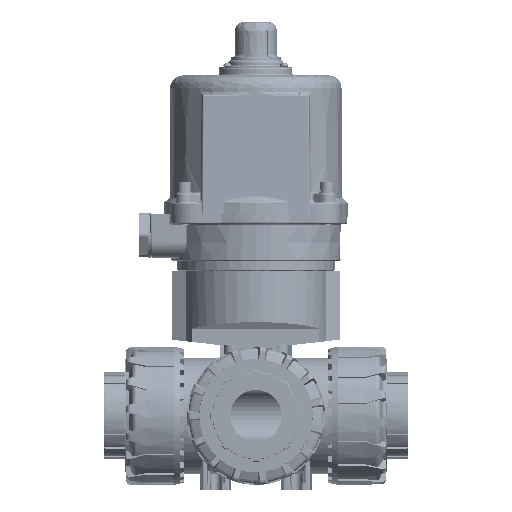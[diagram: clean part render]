
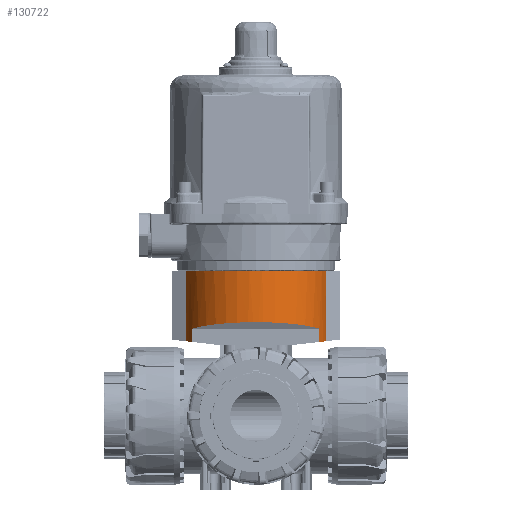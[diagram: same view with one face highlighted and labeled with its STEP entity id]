
A CAD part, left-side view. The second image highlights one B-rep face of the part: STEP entity #130722.
In plain terms, the highlighted cylindrical face has radius 45 mm (diameter 90 mm), a partial arc.
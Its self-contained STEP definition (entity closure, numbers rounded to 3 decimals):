
#1666 = VERTEX_POINT ( 'NONE', #125268 ) ;
#1742 = CARTESIAN_POINT ( 'NONE',  ( -43.506, 37.971, 11.5 ) ) ;
#1882 = VERTEX_POINT ( 'NONE', #3169 ) ;
#2097 = CARTESIAN_POINT ( 'NONE',  ( -39.395, 30.2, 21.75 ) ) ;
#3169 = CARTESIAN_POINT ( 'NONE',  ( -39.395, 38.441, 21.75 ) ) ;
#3369 = AXIS2_PLACEMENT_3D ( 'NONE', #14893, #141373, #33048 ) ;
#10112 = CARTESIAN_POINT ( 'NONE',  ( 32.146, 27.917, 34.879 ) ) ;
#11935 = EDGE_LOOP ( 'NONE', ( #21143, #31871, #50987, #198081, #174557, #128404, #98241, #59073, #201522, #41982 ) ) ;
#12684 = EDGE_CURVE ( 'NONE', #1882, #30457, #125298, .T. ) ;
#12868 = VECTOR ( 'NONE', #179721, 1000. ) ;
#13574 = DIRECTION ( 'NONE',  ( 0., -1., 0. ) ) ;
#14893 = CARTESIAN_POINT ( 'NONE',  ( 0., -5.8, 0. ) ) ;
#17468 =( BOUNDED_CURVE ( )  B_SPLINE_CURVE ( 3, ( #28278, #10112, #118333, #154711 ),
 .UNSPECIFIED., .F., .F. ) 
 B_SPLINE_CURVE_WITH_KNOTS ( ( 4, 4 ),
 ( 5.217, 6.178 ),
 .UNSPECIFIED. ) 
 CURVE ( )  GEOMETRIC_REPRESENTATION_ITEM ( )  RATIONAL_B_SPLINE_CURVE ( ( 1., 0.925, 0.925, 1. ) ) 
 REPRESENTATION_ITEM ( '' )  );
#17777 = CIRCLE ( 'NONE', #44886, 45. ) ;
#18511 = LINE ( 'NONE', #53148, #12868 ) ;
#19915 = VECTOR ( 'NONE', #231122, 1000. ) ;
#21143 = ORIENTED_EDGE ( 'NONE', *, *, #41421, .F. ) ;
#23322 = EDGE_CURVE ( 'NONE', #30457, #38816, #164770, .T. ) ;
#25152 = CARTESIAN_POINT ( 'NONE',  ( -19.65, 26.475, 43.171 ) ) ;
#26031 = EDGE_CURVE ( 'NONE', #1666, #191343, #83137, .T. ) ;
#26561 = CARTESIAN_POINT ( 'NONE',  ( 39.395, 38.441, 21.75 ) ) ;
#28278 = CARTESIAN_POINT ( 'NONE',  ( 39.395, 30.2, 21.75 ) ) ;
#28668 = EDGE_CURVE ( 'NONE', #69542, #76578, #17468, .T. ) ;
#30457 = VERTEX_POINT ( 'NONE', #227085 ) ;
#31871 = ORIENTED_EDGE ( 'NONE', *, *, #26031, .T. ) ;
#33048 = DIRECTION ( 'NONE',  ( 0., 0., -1. ) ) ;
#33688 = CARTESIAN_POINT ( 'NONE',  ( 43.506, 37.971, 11.5 ) ) ;
#37320 = CARTESIAN_POINT ( 'NONE',  ( -39.395, 38.441, 21.75 ) ) ;
#38816 = VERTEX_POINT ( 'NONE', #210389 ) ;
#41247 =( BOUNDED_CURVE ( )  B_SPLINE_CURVE ( 3, ( #189245, #207398, #99210, #225643 ),
 .UNSPECIFIED., .F., .T. ) 
 B_SPLINE_CURVE_WITH_KNOTS ( ( 4, 4 ),
 ( 5.779, 6.025 ),
 .UNSPECIFIED. ) 
 CURVE ( )  GEOMETRIC_REPRESENTATION_ITEM ( )  RATIONAL_B_SPLINE_CURVE ( ( 1., 0.995, 0.995, 1. ) ) 
 REPRESENTATION_ITEM ( '' )  );
#41421 = EDGE_CURVE ( 'NONE', #1666, #76578, #17777, .T. ) ;
#41982 = ORIENTED_EDGE ( 'NONE', *, *, #28668, .T. ) ;
#44886 = AXIS2_PLACEMENT_3D ( 'NONE', #56638, #183208, #74904 ) ;
#50987 = ORIENTED_EDGE ( 'NONE', *, *, #148633, .T. ) ;
#53148 = CARTESIAN_POINT ( 'NONE',  ( 39.395, 26.2, 21.75 ) ) ;
#53714 = AXIS2_PLACEMENT_3D ( 'NONE', #102860, #13574, #211010 ) ;
#55254 = CARTESIAN_POINT ( 'NONE',  ( -41.183, 38.236, 18.511 ) ) ;
#56638 = CARTESIAN_POINT ( 'NONE',  ( 0., 26.2, 0. ) ) ;
#59073 = ORIENTED_EDGE ( 'NONE', *, *, #105575, .F. ) ;
#61287 = CARTESIAN_POINT ( 'NONE',  ( -39.395, 30.2, 21.75 ) ) ;
#69408 = CIRCLE ( 'NONE', #3369, 45. ) ;
#69542 = VERTEX_POINT ( 'NONE', #191614 ) ;
#74904 = DIRECTION ( 'NONE',  ( 0., 0., 1. ) ) ;
#76578 = VERTEX_POINT ( 'NONE', #151120 ) ;
#78797 = CARTESIAN_POINT ( 'NONE',  ( -4.737, 26.2, 44.75 ) ) ;
#81737 = CARTESIAN_POINT ( 'NONE',  ( -43.506, 40.2, 11.5 ) ) ;
#83137 =( BOUNDED_CURVE ( )  B_SPLINE_CURVE ( 3, ( #78797, #25152, #169755, #61287 ),
 .UNSPECIFIED., .F., .F. ) 
 B_SPLINE_CURVE_WITH_KNOTS ( ( 4, 4 ),
 ( 0.105, 1.066 ),
 .UNSPECIFIED. ) 
 CURVE ( )  GEOMETRIC_REPRESENTATION_ITEM ( )  RATIONAL_B_SPLINE_CURVE ( ( 1., 0.925, 0.925, 1. ) ) 
 REPRESENTATION_ITEM ( '' )  );
#83638 = VERTEX_POINT ( 'NONE', #200201 ) ;
#85920 = VERTEX_POINT ( 'NONE', #26561 ) ;
#98241 = ORIENTED_EDGE ( 'NONE', *, *, #191213, .F. ) ;
#99210 = CARTESIAN_POINT ( 'NONE',  ( 42.56, 38.079, 15.077 ) ) ;
#102860 = CARTESIAN_POINT ( 'NONE',  ( 0., 40.2, 0. ) ) ;
#105575 = EDGE_CURVE ( 'NONE', #85920, #208082, #41247, .T. ) ;
#105698 = CARTESIAN_POINT ( 'NONE',  ( 43.506, 40.2, 11.5 ) ) ;
#109973 = CARTESIAN_POINT ( 'NONE',  ( -42.56, 38.079, 15.077 ) ) ;
#116682 = VECTOR ( 'NONE', #226416, 1000. ) ;
#118333 = CARTESIAN_POINT ( 'NONE',  ( 19.65, 26.475, 43.171 ) ) ;
#124023 = VECTOR ( 'NONE', #232083, 1000. ) ;
#125268 = CARTESIAN_POINT ( 'NONE',  ( -4.737, 26.2, 44.75 ) ) ;
#125298 =( BOUNDED_CURVE ( )  B_SPLINE_CURVE ( 3, ( #37320, #55254, #109973, #1742 ),
 .UNSPECIFIED., .F., .F. ) 
 B_SPLINE_CURVE_WITH_KNOTS ( ( 4, 4 ),
 ( 5.779, 6.025 ),
 .UNSPECIFIED. ) 
 CURVE ( )  GEOMETRIC_REPRESENTATION_ITEM ( )  RATIONAL_B_SPLINE_CURVE ( ( 1., 0.995, 0.995, 1. ) ) 
 REPRESENTATION_ITEM ( '' )  );
#128404 = ORIENTED_EDGE ( 'NONE', *, *, #177409, .F. ) ;
#130722 = ADVANCED_FACE ( 'NONE', ( #173536 ), #210188, .T. ) ;
#141373 = DIRECTION ( 'NONE',  ( 0., -1., 0. ) ) ;
#148633 = EDGE_CURVE ( 'NONE', #191343, #1882, #164051, .T. ) ;
#151120 = CARTESIAN_POINT ( 'NONE',  ( 4.737, 26.2, 44.75 ) ) ;
#152539 = EDGE_CURVE ( 'NONE', #69542, #85920, #18511, .T. ) ;
#154711 = CARTESIAN_POINT ( 'NONE',  ( 4.737, 26.2, 44.75 ) ) ;
#164051 = LINE ( 'NONE', #176621, #19915 ) ;
#164770 = LINE ( 'NONE', #81737, #116682 ) ;
#169755 = CARTESIAN_POINT ( 'NONE',  ( -32.146, 27.917, 34.879 ) ) ;
#173536 = FACE_OUTER_BOUND ( 'NONE', #11935, .T. ) ;
#174557 = ORIENTED_EDGE ( 'NONE', *, *, #23322, .T. ) ;
#176621 = CARTESIAN_POINT ( 'NONE',  ( -39.395, 26.2, 21.75 ) ) ;
#177409 = EDGE_CURVE ( 'NONE', #83638, #38816, #69408, .T. ) ;
#179721 = DIRECTION ( 'NONE',  ( 0., 1., 0. ) ) ;
#183208 = DIRECTION ( 'NONE',  ( 0., 1., 0. ) ) ;
#189245 = CARTESIAN_POINT ( 'NONE',  ( 39.395, 38.441, 21.75 ) ) ;
#191213 = EDGE_CURVE ( 'NONE', #208082, #83638, #220104, .T. ) ;
#191343 = VERTEX_POINT ( 'NONE', #2097 ) ;
#191614 = CARTESIAN_POINT ( 'NONE',  ( 39.395, 30.2, 21.75 ) ) ;
#198081 = ORIENTED_EDGE ( 'NONE', *, *, #12684, .T. ) ;
#200201 = CARTESIAN_POINT ( 'NONE',  ( 43.506, -5.8, 11.5 ) ) ;
#201522 = ORIENTED_EDGE ( 'NONE', *, *, #152539, .F. ) ;
#207398 = CARTESIAN_POINT ( 'NONE',  ( 41.183, 38.236, 18.511 ) ) ;
#208082 = VERTEX_POINT ( 'NONE', #33688 ) ;
#210188 = CYLINDRICAL_SURFACE ( 'NONE', #53714, 45. ) ;
#210389 = CARTESIAN_POINT ( 'NONE',  ( -43.506, -5.8, 11.5 ) ) ;
#211010 = DIRECTION ( 'NONE',  ( 0., 0., -1. ) ) ;
#220104 = LINE ( 'NONE', #105698, #124023 ) ;
#225643 = CARTESIAN_POINT ( 'NONE',  ( 43.506, 37.971, 11.5 ) ) ;
#226416 = DIRECTION ( 'NONE',  ( 0., -1., 0. ) ) ;
#227085 = CARTESIAN_POINT ( 'NONE',  ( -43.506, 37.971, 11.5 ) ) ;
#231122 = DIRECTION ( 'NONE',  ( 0., 1., 0. ) ) ;
#232083 = DIRECTION ( 'NONE',  ( 0., -1., 0. ) ) ;
